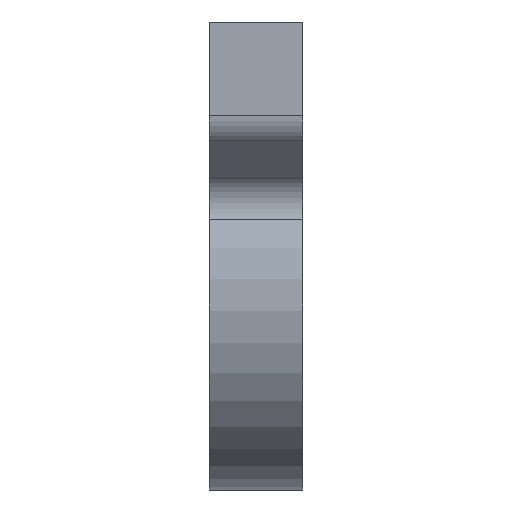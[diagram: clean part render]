
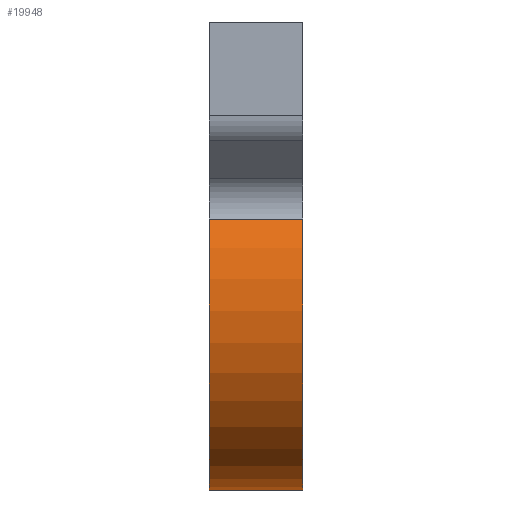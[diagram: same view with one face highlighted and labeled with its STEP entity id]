
A CAD part, left-side view. The second image highlights one B-rep face of the part: STEP entity #19948.
In plain terms, the highlighted cylindrical face has radius 16 mm (diameter 32 mm), a partial arc.
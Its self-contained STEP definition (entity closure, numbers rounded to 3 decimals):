
#364 = DIRECTION ( 'NONE',  ( 0., 1., 0. ) ) ;
#597 = AXIS2_PLACEMENT_3D ( 'NONE', #15582, #364, #6946 ) ;
#1230 = FACE_OUTER_BOUND ( 'NONE', #8434, .T. ) ;
#3371 = VERTEX_POINT ( 'NONE', #5136 ) ;
#4028 = VERTEX_POINT ( 'NONE', #22048 ) ;
#4586 = LINE ( 'NONE', #11543, #20269 ) ;
#5028 = CIRCLE ( 'NONE', #7206, 16. ) ;
#5136 = CARTESIAN_POINT ( 'NONE',  ( 0., 8., -16. ) ) ;
#6807 = CARTESIAN_POINT ( 'NONE',  ( 0., 8., 0. ) ) ;
#6946 = DIRECTION ( 'NONE',  ( 0., 0., 1. ) ) ;
#6958 = EDGE_CURVE ( 'NONE', #18403, #14762, #5028, .T. ) ;
#7206 = AXIS2_PLACEMENT_3D ( 'NONE', #8420, #12532, #10558 ) ;
#8420 = CARTESIAN_POINT ( 'NONE',  ( 0., 0., 0. ) ) ;
#8434 = EDGE_LOOP ( 'NONE', ( #15397, #9200, #13792, #10172 ) ) ;
#9200 = ORIENTED_EDGE ( 'NONE', *, *, #13201, .T. ) ;
#10172 = ORIENTED_EDGE ( 'NONE', *, *, #26572, .T. ) ;
#10558 = DIRECTION ( 'NONE',  ( 0., 0., 1. ) ) ;
#11459 = DIRECTION ( 'NONE',  ( 0., -1., 0. ) ) ;
#11543 = CARTESIAN_POINT ( 'NONE',  ( 0., 8., -16. ) ) ;
#12532 = DIRECTION ( 'NONE',  ( 0., 1., 0. ) ) ;
#12909 = AXIS2_PLACEMENT_3D ( 'NONE', #6807, #15612, #15521 ) ;
#13201 = EDGE_CURVE ( 'NONE', #3371, #18403, #4586, .T. ) ;
#13792 = ORIENTED_EDGE ( 'NONE', *, *, #6958, .T. ) ;
#13882 = CIRCLE ( 'NONE', #597, 16. ) ;
#14620 = CARTESIAN_POINT ( 'NONE',  ( -14.308, 0., 7.162 ) ) ;
#14762 = VERTEX_POINT ( 'NONE', #14620 ) ;
#15055 = CARTESIAN_POINT ( 'NONE',  ( 0., 0., -16. ) ) ;
#15397 = ORIENTED_EDGE ( 'NONE', *, *, #19288, .F. ) ;
#15521 = DIRECTION ( 'NONE',  ( 0., 0., -1. ) ) ;
#15582 = CARTESIAN_POINT ( 'NONE',  ( 0., 8., 0. ) ) ;
#15612 = DIRECTION ( 'NONE',  ( 0., -1., 0. ) ) ;
#15721 = LINE ( 'NONE', #21330, #20675 ) ;
#17552 = CYLINDRICAL_SURFACE ( 'NONE', #12909, 16. ) ;
#18403 = VERTEX_POINT ( 'NONE', #15055 ) ;
#19288 = EDGE_CURVE ( 'NONE', #3371, #4028, #13882, .T. ) ;
#19948 = ADVANCED_FACE ( 'NONE', ( #1230 ), #17552, .T. ) ;
#20269 = VECTOR ( 'NONE', #11459, 1000. ) ;
#20675 = VECTOR ( 'NONE', #27469, 1000. ) ;
#21330 = CARTESIAN_POINT ( 'NONE',  ( -14.308, 8., 7.162 ) ) ;
#22048 = CARTESIAN_POINT ( 'NONE',  ( -14.308, 8., 7.162 ) ) ;
#26572 = EDGE_CURVE ( 'NONE', #14762, #4028, #15721, .T. ) ;
#27469 = DIRECTION ( 'NONE',  ( 0., 1., 0. ) ) ;
